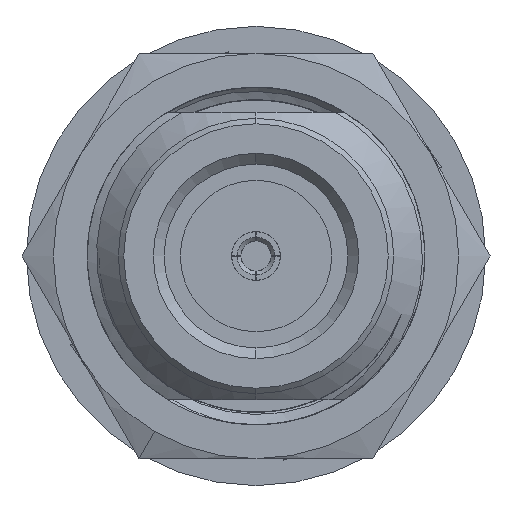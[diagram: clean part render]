
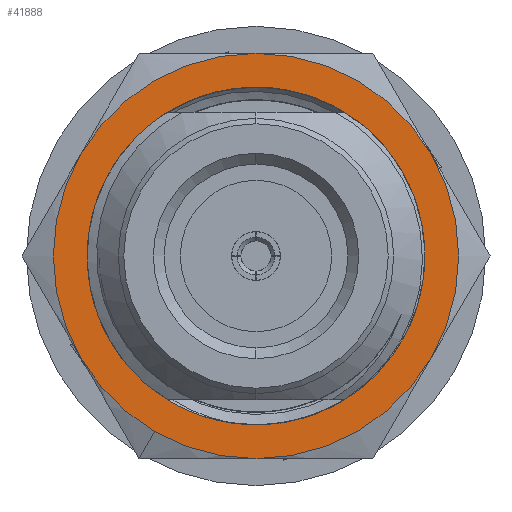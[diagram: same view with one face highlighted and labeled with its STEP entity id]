
A CAD part, left-side view. The second image highlights one B-rep face of the part: STEP entity #41888.
In plain terms, the highlighted planar face has unit normal (-1, 0, 0).
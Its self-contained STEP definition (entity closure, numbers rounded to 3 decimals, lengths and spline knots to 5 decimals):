
#288 = DIRECTION ( 'NONE',  ( 0., 0.5, -0.866 ) ) ;
#3211 = VERTEX_POINT ( 'NONE', #76097 ) ;
#3236 = DIRECTION ( 'NONE',  ( -1., 0., 0. ) ) ;
#4034 = DIRECTION ( 'NONE',  ( 0., 0.5, -0.866 ) ) ;
#4626 = CARTESIAN_POINT ( 'NONE',  ( 0.55308, 0., 0. ) ) ;
#4995 = AXIS2_PLACEMENT_3D ( 'NONE', #13135, #38370, #63518 ) ;
#6248 = ORIENTED_EDGE ( 'NONE', *, *, #36124, .T. ) ;
#6315 = DIRECTION ( 'NONE',  ( 0., 0.5, -0.866 ) ) ;
#7108 = ORIENTED_EDGE ( 'NONE', *, *, #16350, .T. ) ;
#7849 = ORIENTED_EDGE ( 'NONE', *, *, #20143, .T. ) ;
#8061 = ORIENTED_EDGE ( 'NONE', *, *, #16561, .F. ) ;
#9547 = CARTESIAN_POINT ( 'NONE',  ( 0.55308, 0., 0. ) ) ;
#9812 = DIRECTION ( 'NONE',  ( 0., 0.5, -0.866 ) ) ;
#9907 = CARTESIAN_POINT ( 'NONE',  ( 0.55308, 0., -0.375 ) ) ;
#10432 = CIRCLE ( 'NONE', #41495, 0.375 ) ;
#11099 = AXIS2_PLACEMENT_3D ( 'NONE', #44643, #62918, #6315 ) ;
#11977 = CIRCLE ( 'NONE', #21082, 0.3125 ) ;
#12310 = DIRECTION ( 'NONE',  ( -1., 0., 0. ) ) ;
#12573 = PLANE ( 'NONE',  #4995 ) ;
#12936 = CIRCLE ( 'NONE', #26340, 0.375 ) ;
#13135 = CARTESIAN_POINT ( 'NONE',  ( 0.55308, 0., 0. ) ) ;
#13853 = VERTEX_POINT ( 'NONE', #35590 ) ;
#14882 = EDGE_CURVE ( 'NONE', #44885, #78785, #59394, .T. ) ;
#16350 = EDGE_CURVE ( 'NONE', #48444, #47418, #35731, .T. ) ;
#16561 = EDGE_CURVE ( 'NONE', #78785, #3211, #47561, .T. ) ;
#17534 = CARTESIAN_POINT ( 'NONE',  ( 0.55308, 0., 0. ) ) ;
#18576 = FACE_BOUND ( 'NONE', #21630, .T. ) ;
#20143 = EDGE_CURVE ( 'NONE', #27031, #13853, #51216, .T. ) ;
#21082 = AXIS2_PLACEMENT_3D ( 'NONE', #17534, #12310, #24373 ) ;
#21396 = ORIENTED_EDGE ( 'NONE', *, *, #31297, .T. ) ;
#21630 = EDGE_LOOP ( 'NONE', ( #70393, #8061, #40057 ) ) ;
#24373 = DIRECTION ( 'NONE',  ( 0., 0.5, -0.866 ) ) ;
#25691 = DIRECTION ( 'NONE',  ( -1., 0., 0. ) ) ;
#26340 = AXIS2_PLACEMENT_3D ( 'NONE', #67644, #36500, #80161 ) ;
#27031 = VERTEX_POINT ( 'NONE', #77728 ) ;
#28423 = DIRECTION ( 'NONE',  ( 0., 0.5, -0.866 ) ) ;
#28940 = DIRECTION ( 'NONE',  ( -1., 0., 0. ) ) ;
#29267 = EDGE_CURVE ( 'NONE', #3211, #44885, #11977, .T. ) ;
#31297 = EDGE_CURVE ( 'NONE', #46331, #48444, #12936, .T. ) ;
#32662 = CARTESIAN_POINT ( 'NONE',  ( 0.55308, 0., 0. ) ) ;
#34177 = AXIS2_PLACEMENT_3D ( 'NONE', #58294, #38908, #58035 ) ;
#35518 = DIRECTION ( 'NONE',  ( -1., 0., 0. ) ) ;
#35590 = CARTESIAN_POINT ( 'NONE',  ( 0.55308, -0.32476, 0.1875 ) ) ;
#35731 = CIRCLE ( 'NONE', #60425, 0.375 ) ;
#36080 = CARTESIAN_POINT ( 'NONE',  ( 0.55308, 0.32476, -0.1875 ) ) ;
#36124 = EDGE_CURVE ( 'NONE', #63358, #46331, #46257, .T. ) ;
#36500 = DIRECTION ( 'NONE',  ( -1., 0., 0. ) ) ;
#38370 = DIRECTION ( 'NONE',  ( -1., 0., 0. ) ) ;
#38908 = DIRECTION ( 'NONE',  ( -1., 0., 0. ) ) ;
#40057 = ORIENTED_EDGE ( 'NONE', *, *, #14882, .F. ) ;
#40744 = CARTESIAN_POINT ( 'NONE',  ( 0.55308, 0., 0. ) ) ;
#41495 = AXIS2_PLACEMENT_3D ( 'NONE', #32662, #76328, #76599 ) ;
#41888 = ADVANCED_FACE ( 'NONE', ( #18576, #55849 ), #12573, .T. ) ;
#42337 = DIRECTION ( 'NONE',  ( 0., 0.5, -0.866 ) ) ;
#43817 = CARTESIAN_POINT ( 'NONE',  ( 0.55308, 0., 0. ) ) ;
#44643 = CARTESIAN_POINT ( 'NONE',  ( 0.55308, 0., 0. ) ) ;
#44650 = CARTESIAN_POINT ( 'NONE',  ( 0.55308, 0.15625, -0.27063 ) ) ;
#44885 = VERTEX_POINT ( 'NONE', #77676 ) ;
#45650 = VERTEX_POINT ( 'NONE', #9907 ) ;
#46257 = CIRCLE ( 'NONE', #53495, 0.375 ) ;
#46331 = VERTEX_POINT ( 'NONE', #49843 ) ;
#47239 = AXIS2_PLACEMENT_3D ( 'NONE', #49156, #48608, #42337 ) ;
#47418 = VERTEX_POINT ( 'NONE', #64319 ) ;
#47561 = CIRCLE ( 'NONE', #11099, 0.3125 ) ;
#48444 = VERTEX_POINT ( 'NONE', #36080 ) ;
#48608 = DIRECTION ( 'NONE',  ( -1., 0., 0. ) ) ;
#49156 = CARTESIAN_POINT ( 'NONE',  ( 0.55308, 0., 0. ) ) ;
#49843 = CARTESIAN_POINT ( 'NONE',  ( 0.55308, 0.32476, 0.1875 ) ) ;
#51216 = CIRCLE ( 'NONE', #34177, 0.375 ) ;
#51744 = AXIS2_PLACEMENT_3D ( 'NONE', #40744, #3236, #4034 ) ;
#51753 = EDGE_LOOP ( 'NONE', ( #7108, #72284, #76364, #7849, #76172, #6248, #21396 ) ) ;
#53495 = AXIS2_PLACEMENT_3D ( 'NONE', #4626, #35518, #28423 ) ;
#55849 = FACE_OUTER_BOUND ( 'NONE', #51753, .T. ) ;
#58035 = DIRECTION ( 'NONE',  ( 0., 0.5, -0.866 ) ) ;
#58294 = CARTESIAN_POINT ( 'NONE',  ( 0.55308, 0., 0. ) ) ;
#59394 = CIRCLE ( 'NONE', #51744, 0.3125 ) ;
#60421 = CIRCLE ( 'NONE', #47239, 0.375 ) ;
#60425 = AXIS2_PLACEMENT_3D ( 'NONE', #43817, #25691, #288 ) ;
#62514 = AXIS2_PLACEMENT_3D ( 'NONE', #9547, #28940, #9812 ) ;
#62918 = DIRECTION ( 'NONE',  ( -1., 0., 0. ) ) ;
#63358 = VERTEX_POINT ( 'NONE', #65511 ) ;
#63518 = DIRECTION ( 'NONE',  ( 0., 0.5, -0.866 ) ) ;
#64319 = CARTESIAN_POINT ( 'NONE',  ( 0.55308, 0.1875, -0.32476 ) ) ;
#65054 = EDGE_CURVE ( 'NONE', #13853, #63358, #10432, .T. ) ;
#65419 = EDGE_CURVE ( 'NONE', #47418, #45650, #60421, .T. ) ;
#65511 = CARTESIAN_POINT ( 'NONE',  ( 0.55308, 0., 0.375 ) ) ;
#67644 = CARTESIAN_POINT ( 'NONE',  ( 0.55308, 0., 0. ) ) ;
#70393 = ORIENTED_EDGE ( 'NONE', *, *, #29267, .F. ) ;
#72284 = ORIENTED_EDGE ( 'NONE', *, *, #65419, .T. ) ;
#76097 = CARTESIAN_POINT ( 'NONE',  ( 0.55308, 0.07001, -0.30456 ) ) ;
#76172 = ORIENTED_EDGE ( 'NONE', *, *, #65054, .T. ) ;
#76328 = DIRECTION ( 'NONE',  ( -1., 0., 0. ) ) ;
#76364 = ORIENTED_EDGE ( 'NONE', *, *, #80113, .T. ) ;
#76599 = DIRECTION ( 'NONE',  ( 0., 0.5, -0.866 ) ) ;
#77676 = CARTESIAN_POINT ( 'NONE',  ( 0.55308, 0.26486, -0.16585 ) ) ;
#77728 = CARTESIAN_POINT ( 'NONE',  ( 0.55308, -0.32476, -0.1875 ) ) ;
#78785 = VERTEX_POINT ( 'NONE', #44650 ) ;
#79606 = CIRCLE ( 'NONE', #62514, 0.375 ) ;
#80113 = EDGE_CURVE ( 'NONE', #45650, #27031, #79606, .T. ) ;
#80161 = DIRECTION ( 'NONE',  ( 0., 0.5, -0.866 ) ) ;
